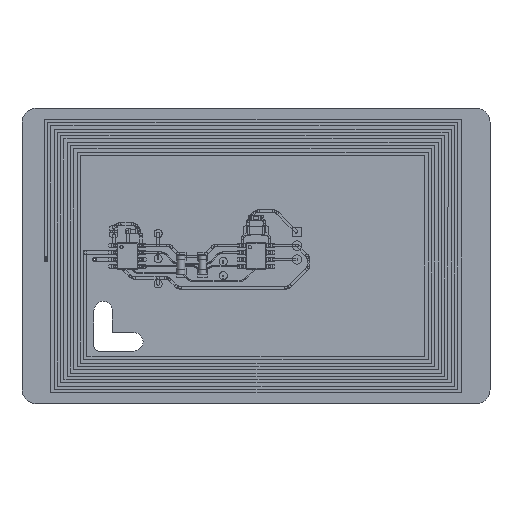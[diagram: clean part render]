
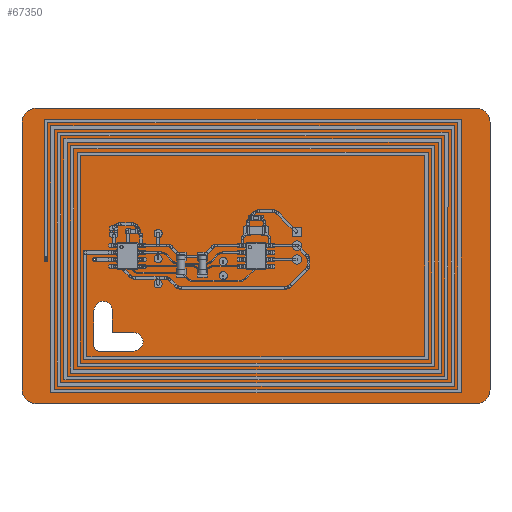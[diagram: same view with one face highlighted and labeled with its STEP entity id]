
A CAD part, top view. The second image highlights one B-rep face of the part: STEP entity #67350.
In plain terms, the highlighted planar face has unit normal (0, 0, 1).
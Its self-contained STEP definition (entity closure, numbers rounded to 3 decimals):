
#67118 = VERTEX_POINT('',#67119);
#67119 = CARTESIAN_POINT('',(49.7,-52.,1.6));
#67125 = EDGE_CURVE('',#67118,#67126,#67128,.T.);
#67126 = VERTEX_POINT('',#67127);
#67127 = CARTESIAN_POINT('',(52.3,-49.5,1.6));
#67128 = CIRCLE('',#67129,2.55);
#67129 = AXIS2_PLACEMENT_3D('',#67130,#67131,#67132);
#67130 = CARTESIAN_POINT('',(52.25,-52.05,1.6));
#67131 = DIRECTION('',(0.,0.,-1.));
#67132 = DIRECTION('',(-1.,0.02,0.));
#67160 = VERTEX_POINT('',#67161);
#67161 = CARTESIAN_POINT('',(49.7,-101.,1.6));
#67167 = EDGE_CURVE('',#67160,#67118,#67168,.T.);
#67168 = LINE('',#67169,#67170);
#67169 = CARTESIAN_POINT('',(49.7,-101.,1.6));
#67170 = VECTOR('',#67171,1.);
#67171 = DIRECTION('',(0.,1.,0.));
#67189 = EDGE_CURVE('',#67126,#67190,#67192,.T.);
#67190 = VERTEX_POINT('',#67191);
#67191 = CARTESIAN_POINT('',(132.8,-49.5,1.6));
#67192 = LINE('',#67193,#67194);
#67193 = CARTESIAN_POINT('',(52.3,-49.5,1.6));
#67194 = VECTOR('',#67195,1.);
#67195 = DIRECTION('',(1.,0.,0.));
#67350 = ADVANCED_FACE('',(#67351,#67397,#67458,#67469),#67480,.F.);
#67351 = FACE_BOUND('',#67352,.F.);
#67352 = EDGE_LOOP('',(#67353,#67354,#67355,#67364,#67372,#67381,#67389,
    #67396));
#67353 = ORIENTED_EDGE('',*,*,#67125,.T.);
#67354 = ORIENTED_EDGE('',*,*,#67189,.T.);
#67355 = ORIENTED_EDGE('',*,*,#67356,.T.);
#67356 = EDGE_CURVE('',#67190,#67357,#67359,.T.);
#67357 = VERTEX_POINT('',#67358);
#67358 = CARTESIAN_POINT('',(135.3,-52.,1.6));
#67359 = CIRCLE('',#67360,2.5);
#67360 = AXIS2_PLACEMENT_3D('',#67361,#67362,#67363);
#67361 = CARTESIAN_POINT('',(132.8,-52.,1.6));
#67362 = DIRECTION('',(0.,0.,-1.));
#67363 = DIRECTION('',(0.,1.,0.));
#67364 = ORIENTED_EDGE('',*,*,#67365,.T.);
#67365 = EDGE_CURVE('',#67357,#67366,#67368,.T.);
#67366 = VERTEX_POINT('',#67367);
#67367 = CARTESIAN_POINT('',(135.3,-101.,1.6));
#67368 = LINE('',#67369,#67370);
#67369 = CARTESIAN_POINT('',(135.3,-52.,1.6));
#67370 = VECTOR('',#67371,1.);
#67371 = DIRECTION('',(0.,-1.,0.));
#67372 = ORIENTED_EDGE('',*,*,#67373,.T.);
#67373 = EDGE_CURVE('',#67366,#67374,#67376,.T.);
#67374 = VERTEX_POINT('',#67375);
#67375 = CARTESIAN_POINT('',(132.8,-103.5,1.6));
#67376 = CIRCLE('',#67377,2.5);
#67377 = AXIS2_PLACEMENT_3D('',#67378,#67379,#67380);
#67378 = CARTESIAN_POINT('',(132.8,-101.,1.6));
#67379 = DIRECTION('',(0.,0.,-1.));
#67380 = DIRECTION('',(1.,0.,0.));
#67381 = ORIENTED_EDGE('',*,*,#67382,.T.);
#67382 = EDGE_CURVE('',#67374,#67383,#67385,.T.);
#67383 = VERTEX_POINT('',#67384);
#67384 = CARTESIAN_POINT('',(52.3,-103.5,1.6));
#67385 = LINE('',#67386,#67387);
#67386 = CARTESIAN_POINT('',(132.8,-103.5,1.6));
#67387 = VECTOR('',#67388,1.);
#67388 = DIRECTION('',(-1.,0.,0.));
#67389 = ORIENTED_EDGE('',*,*,#67390,.T.);
#67390 = EDGE_CURVE('',#67383,#67160,#67391,.T.);
#67391 = CIRCLE('',#67392,2.55);
#67392 = AXIS2_PLACEMENT_3D('',#67393,#67394,#67395);
#67393 = CARTESIAN_POINT('',(52.25,-100.95,1.6));
#67394 = DIRECTION('',(0.,0.,-1.));
#67395 = DIRECTION('',(0.02,-1.,0.));
#67396 = ORIENTED_EDGE('',*,*,#67167,.T.);
#67397 = FACE_BOUND('',#67398,.F.);
#67398 = EDGE_LOOP('',(#67399,#67410,#67418,#67427,#67435,#67444,#67452)
  );
#67399 = ORIENTED_EDGE('',*,*,#67400,.T.);
#67400 = EDGE_CURVE('',#67401,#67403,#67405,.T.);
#67401 = VERTEX_POINT('',#67402);
#67402 = CARTESIAN_POINT('',(66.25,-86.5,1.6));
#67403 = VERTEX_POINT('',#67404);
#67404 = CARTESIAN_POINT('',(62.85,-86.5,1.6));
#67405 = CIRCLE('',#67406,1.7);
#67406 = AXIS2_PLACEMENT_3D('',#67407,#67408,#67409);
#67407 = CARTESIAN_POINT('',(64.55,-86.5,1.6));
#67408 = DIRECTION('',(0.,0.,1.));
#67409 = DIRECTION('',(1.,0.,-0.));
#67410 = ORIENTED_EDGE('',*,*,#67411,.T.);
#67411 = EDGE_CURVE('',#67403,#67412,#67414,.T.);
#67412 = VERTEX_POINT('',#67413);
#67413 = CARTESIAN_POINT('',(62.85,-92.9,1.6));
#67414 = LINE('',#67415,#67416);
#67415 = CARTESIAN_POINT('',(62.85,-86.5,1.6));
#67416 = VECTOR('',#67417,1.);
#67417 = DIRECTION('',(0.,-1.,0.));
#67418 = ORIENTED_EDGE('',*,*,#67419,.T.);
#67419 = EDGE_CURVE('',#67412,#67420,#67422,.T.);
#67420 = VERTEX_POINT('',#67421);
#67421 = CARTESIAN_POINT('',(63.85,-93.9,1.6));
#67422 = CIRCLE('',#67423,1.);
#67423 = AXIS2_PLACEMENT_3D('',#67424,#67425,#67426);
#67424 = CARTESIAN_POINT('',(63.85,-92.9,1.6));
#67425 = DIRECTION('',(0.,0.,1.));
#67426 = DIRECTION('',(-1.,0.,0.));
#67427 = ORIENTED_EDGE('',*,*,#67428,.T.);
#67428 = EDGE_CURVE('',#67420,#67429,#67431,.T.);
#67429 = VERTEX_POINT('',#67430);
#67430 = CARTESIAN_POINT('',(70.15,-93.9,1.6));
#67431 = LINE('',#67432,#67433);
#67432 = CARTESIAN_POINT('',(63.85,-93.9,1.6));
#67433 = VECTOR('',#67434,1.);
#67434 = DIRECTION('',(1.,0.,0.));
#67435 = ORIENTED_EDGE('',*,*,#67436,.T.);
#67436 = EDGE_CURVE('',#67429,#67437,#67439,.T.);
#67437 = VERTEX_POINT('',#67438);
#67438 = CARTESIAN_POINT('',(70.15,-90.5,1.6));
#67439 = CIRCLE('',#67440,1.7);
#67440 = AXIS2_PLACEMENT_3D('',#67441,#67442,#67443);
#67441 = CARTESIAN_POINT('',(70.15,-92.2,1.6));
#67442 = DIRECTION('',(0.,-0.,1.));
#67443 = DIRECTION('',(0.,-1.,-0.));
#67444 = ORIENTED_EDGE('',*,*,#67445,.T.);
#67445 = EDGE_CURVE('',#67437,#67446,#67448,.T.);
#67446 = VERTEX_POINT('',#67447);
#67447 = CARTESIAN_POINT('',(66.25,-90.5,1.6));
#67448 = LINE('',#67449,#67450);
#67449 = CARTESIAN_POINT('',(70.15,-90.5,1.6));
#67450 = VECTOR('',#67451,1.);
#67451 = DIRECTION('',(-1.,0.,0.));
#67452 = ORIENTED_EDGE('',*,*,#67453,.T.);
#67453 = EDGE_CURVE('',#67446,#67401,#67454,.T.);
#67454 = LINE('',#67455,#67456);
#67455 = CARTESIAN_POINT('',(66.25,-90.5,1.6));
#67456 = VECTOR('',#67457,1.);
#67457 = DIRECTION('',(0.,1.,0.));
#67458 = FACE_BOUND('',#67459,.F.);
#67459 = EDGE_LOOP('',(#67460));
#67460 = ORIENTED_EDGE('',*,*,#67461,.F.);
#67461 = EDGE_CURVE('',#67462,#67462,#67464,.T.);
#67462 = VERTEX_POINT('',#67463);
#67463 = CARTESIAN_POINT('',(62.965,-77.285,1.6));
#67464 = CIRCLE('',#67465,0.15);
#67465 = AXIS2_PLACEMENT_3D('',#67466,#67467,#67468);
#67466 = CARTESIAN_POINT('',(62.965,-77.135,1.6));
#67467 = DIRECTION('',(-0.,0.,-1.));
#67468 = DIRECTION('',(-0.,-1.,0.));
#67469 = FACE_BOUND('',#67470,.F.);
#67470 = EDGE_LOOP('',(#67471));
#67471 = ORIENTED_EDGE('',*,*,#67472,.F.);
#67472 = EDGE_CURVE('',#67473,#67473,#67475,.T.);
#67473 = VERTEX_POINT('',#67474);
#67474 = CARTESIAN_POINT('',(54.088,-77.3,1.6));
#67475 = CIRCLE('',#67476,0.15);
#67476 = AXIS2_PLACEMENT_3D('',#67477,#67478,#67479);
#67477 = CARTESIAN_POINT('',(54.088,-77.15,1.6));
#67478 = DIRECTION('',(-0.,0.,-1.));
#67479 = DIRECTION('',(-0.,-1.,0.));
#67480 = PLANE('',#67481);
#67481 = AXIS2_PLACEMENT_3D('',#67482,#67483,#67484);
#67482 = CARTESIAN_POINT('',(92.507,-76.5,1.6));
#67483 = DIRECTION('',(-0.,-0.,-1.));
#67484 = DIRECTION('',(-1.,0.,0.));
